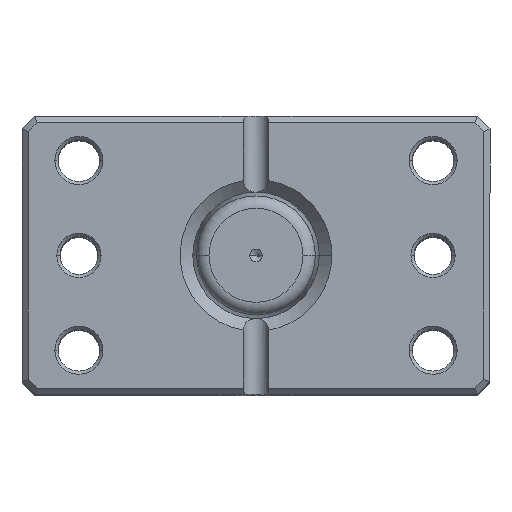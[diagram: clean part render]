
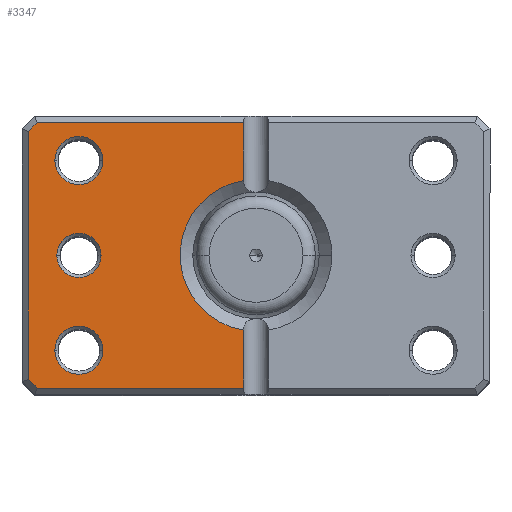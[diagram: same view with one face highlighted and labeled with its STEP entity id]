
A CAD part, top view. The second image highlights one B-rep face of the part: STEP entity #3347.
In plain terms, the highlighted face is planar.
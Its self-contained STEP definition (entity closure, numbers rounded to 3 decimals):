
#69 = EDGE_LOOP ( 'NONE', ( #2966, #1372, #5332, #2276, #1946, #1773, #5759, #4285 ) ) ;
#181 = CARTESIAN_POINT ( 'NONE',  ( 28., 15., 0. ) ) ;
#290 = VERTEX_POINT ( 'NONE', #5363 ) ;
#396 = CARTESIAN_POINT ( 'NONE',  ( 0., 0., 0. ) ) ;
#427 = CARTESIAN_POINT ( 'NONE',  ( 28., -15., 0. ) ) ;
#653 = DIRECTION ( 'NONE',  ( -1., 0., 0. ) ) ;
#668 = LINE ( 'NONE', #1214, #6398 ) ;
#685 = DIRECTION ( 'NONE',  ( 1., 0., 0. ) ) ;
#834 = CARTESIAN_POINT ( 'NONE',  ( 2., 21., 0. ) ) ;
#923 = PLANE ( 'NONE',  #5203 ) ;
#958 = DIRECTION ( 'NONE',  ( 1., 0., 0. ) ) ;
#970 = FACE_BOUND ( 'NONE', #1597, .T. ) ;
#1092 = CARTESIAN_POINT ( 'NONE',  ( 31.5, 0., 0. ) ) ;
#1214 = CARTESIAN_POINT ( 'NONE',  ( 0., 21., 0. ) ) ;
#1216 = CARTESIAN_POINT ( 'NONE',  ( 2., 11.832, 0. ) ) ;
#1227 = CIRCLE ( 'NONE', #6666, 3.5 ) ;
#1270 = AXIS2_PLACEMENT_3D ( 'NONE', #6268, #3004, #6798 ) ;
#1350 = VERTEX_POINT ( 'NONE', #2017 ) ;
#1366 = DIRECTION ( 'NONE',  ( 0., 0., 1. ) ) ;
#1372 = ORIENTED_EDGE ( 'NONE', *, *, #4784, .T. ) ;
#1578 = ORIENTED_EDGE ( 'NONE', *, *, #4841, .T. ) ;
#1587 = EDGE_CURVE ( 'NONE', #4272, #4552, #2822, .T. ) ;
#1597 = EDGE_LOOP ( 'NONE', ( #2326, #3436 ) ) ;
#1603 = EDGE_CURVE ( 'NONE', #4114, #5563, #2315, .T. ) ;
#1692 = EDGE_LOOP ( 'NONE', ( #1578, #4108 ) ) ;
#1721 = VECTOR ( 'NONE', #3994, 1000. ) ;
#1733 = DIRECTION ( 'NONE',  ( 1., 0., 0. ) ) ;
#1744 = VERTEX_POINT ( 'NONE', #6400 ) ;
#1773 = ORIENTED_EDGE ( 'NONE', *, *, #4373, .T. ) ;
#1898 = CARTESIAN_POINT ( 'NONE',  ( 2., -21., 0. ) ) ;
#1946 = ORIENTED_EDGE ( 'NONE', *, *, #2344, .T. ) ;
#1994 = CARTESIAN_POINT ( 'NONE',  ( 31.8, -15., 0. ) ) ;
#2017 = CARTESIAN_POINT ( 'NONE',  ( 36., 19.586, 0. ) ) ;
#2039 = LINE ( 'NONE', #3260, #5855 ) ;
#2041 = DIRECTION ( 'NONE',  ( 0., 0., 1. ) ) ;
#2054 = LINE ( 'NONE', #4356, #2997 ) ;
#2079 = EDGE_CURVE ( 'NONE', #2605, #4284, #1227, .T. ) ;
#2170 = DIRECTION ( 'NONE',  ( 0., 1., 0. ) ) ;
#2225 = DIRECTION ( 'NONE',  ( 0., 0., 1. ) ) ;
#2254 = CARTESIAN_POINT ( 'NONE',  ( 28., 0., 0. ) ) ;
#2276 = ORIENTED_EDGE ( 'NONE', *, *, #4321, .T. ) ;
#2315 = LINE ( 'NONE', #3597, #5197 ) ;
#2326 = ORIENTED_EDGE ( 'NONE', *, *, #1587, .T. ) ;
#2344 = EDGE_CURVE ( 'NONE', #1744, #1350, #2807, .T. ) ;
#2400 = EDGE_CURVE ( 'NONE', #6497, #290, #5351, .T. ) ;
#2439 = AXIS2_PLACEMENT_3D ( 'NONE', #3003, #3026, #3048 ) ;
#2497 = VERTEX_POINT ( 'NONE', #1994 ) ;
#2574 = VERTEX_POINT ( 'NONE', #4168 ) ;
#2605 = VERTEX_POINT ( 'NONE', #1092 ) ;
#2769 = ORIENTED_EDGE ( 'NONE', *, *, #5477, .T. ) ;
#2782 = CARTESIAN_POINT ( 'NONE',  ( 24.5, 0., 0. ) ) ;
#2807 = LINE ( 'NONE', #5699, #5522 ) ;
#2822 = CIRCLE ( 'NONE', #2439, 3.8 ) ;
#2836 = AXIS2_PLACEMENT_3D ( 'NONE', #5297, #2041, #5832 ) ;
#2852 = DIRECTION ( 'NONE',  ( 1., 0., 0. ) ) ;
#2950 = VERTEX_POINT ( 'NONE', #1216 ) ;
#2966 = ORIENTED_EDGE ( 'NONE', *, *, #2400, .T. ) ;
#2997 = VECTOR ( 'NONE', #653, 1000. ) ;
#3003 = CARTESIAN_POINT ( 'NONE',  ( 28., 15., 0. ) ) ;
#3004 = DIRECTION ( 'NONE',  ( 0., 0., 1. ) ) ;
#3026 = DIRECTION ( 'NONE',  ( 0., 0., 1. ) ) ;
#3048 = DIRECTION ( 'NONE',  ( 1., 0., 0. ) ) ;
#3254 = VERTEX_POINT ( 'NONE', #834 ) ;
#3260 = CARTESIAN_POINT ( 'NONE',  ( 2., 22., 0. ) ) ;
#3347 = ADVANCED_FACE ( 'NONE', ( #3641, #5087, #970, #6540 ), #923, .F. ) ;
#3436 = ORIENTED_EDGE ( 'NONE', *, *, #6322, .T. ) ;
#3597 = CARTESIAN_POINT ( 'NONE',  ( 27.793, -27.793, 0. ) ) ;
#3620 = DIRECTION ( 'NONE',  ( -0.707, -0.707, 0. ) ) ;
#3641 = FACE_BOUND ( 'NONE', #5599, .T. ) ;
#3658 = CIRCLE ( 'NONE', #5551, 3.8 ) ;
#3661 = CIRCLE ( 'NONE', #1270, 12. ) ;
#3873 = DIRECTION ( 'NONE',  ( 0., 0., 1. ) ) ;
#3888 = EDGE_CURVE ( 'NONE', #2497, #2574, #6009, .T. ) ;
#3994 = DIRECTION ( 'NONE',  ( 0., -1., 0. ) ) ;
#4101 = DIRECTION ( 'NONE',  ( 0., 0., 1. ) ) ;
#4108 = ORIENTED_EDGE ( 'NONE', *, *, #3888, .T. ) ;
#4114 = VERTEX_POINT ( 'NONE', #6943 ) ;
#4155 = DIRECTION ( 'NONE',  ( 0., 0., 1. ) ) ;
#4167 = CIRCLE ( 'NONE', #2836, 3.5 ) ;
#4168 = CARTESIAN_POINT ( 'NONE',  ( 24.2, -15., 0. ) ) ;
#4177 = AXIS2_PLACEMENT_3D ( 'NONE', #4576, #1366, #5132 ) ;
#4272 = VERTEX_POINT ( 'NONE', #4948 ) ;
#4284 = VERTEX_POINT ( 'NONE', #2782 ) ;
#4285 = ORIENTED_EDGE ( 'NONE', *, *, #5201, .T. ) ;
#4321 = EDGE_CURVE ( 'NONE', #3254, #1744, #668, .T. ) ;
#4356 = CARTESIAN_POINT ( 'NONE',  ( 0., -21., 0. ) ) ;
#4373 = EDGE_CURVE ( 'NONE', #1350, #4114, #6050, .T. ) ;
#4505 = AXIS2_PLACEMENT_3D ( 'NONE', #427, #4155, #958 ) ;
#4552 = VERTEX_POINT ( 'NONE', #4912 ) ;
#4576 = CARTESIAN_POINT ( 'NONE',  ( 28., -15., 0. ) ) ;
#4640 = CARTESIAN_POINT ( 'NONE',  ( 2., 22., 0. ) ) ;
#4658 = DIRECTION ( 'NONE',  ( 1., 0., 0. ) ) ;
#4710 = DIRECTION ( 'NONE',  ( 0., 1., 0. ) ) ;
#4784 = EDGE_CURVE ( 'NONE', #290, #2950, #3661, .T. ) ;
#4795 = CARTESIAN_POINT ( 'NONE',  ( 34.586, -21., 0. ) ) ;
#4841 = EDGE_CURVE ( 'NONE', #2574, #2497, #6390, .T. ) ;
#4912 = CARTESIAN_POINT ( 'NONE',  ( 31.8, 15., 0. ) ) ;
#4948 = CARTESIAN_POINT ( 'NONE',  ( 24.2, 15., 0. ) ) ;
#5087 = FACE_BOUND ( 'NONE', #1692, .T. ) ;
#5132 = DIRECTION ( 'NONE',  ( 1., 0., 0. ) ) ;
#5197 = VECTOR ( 'NONE', #3620, 1000. ) ;
#5201 = EDGE_CURVE ( 'NONE', #5563, #6497, #2054, .T. ) ;
#5203 = AXIS2_PLACEMENT_3D ( 'NONE', #396, #4101, #4658 ) ;
#5297 = CARTESIAN_POINT ( 'NONE',  ( 28., 0., 0. ) ) ;
#5332 = ORIENTED_EDGE ( 'NONE', *, *, #6856, .T. ) ;
#5335 = DIRECTION ( 'NONE',  ( 0.707, -0.707, 0. ) ) ;
#5351 = LINE ( 'NONE', #4640, #6795 ) ;
#5363 = CARTESIAN_POINT ( 'NONE',  ( 2., -11.832, 0. ) ) ;
#5477 = EDGE_CURVE ( 'NONE', #4284, #2605, #4167, .T. ) ;
#5522 = VECTOR ( 'NONE', #5335, 1000. ) ;
#5551 = AXIS2_PLACEMENT_3D ( 'NONE', #181, #3873, #685 ) ;
#5563 = VERTEX_POINT ( 'NONE', #4795 ) ;
#5599 = EDGE_LOOP ( 'NONE', ( #2769, #6411 ) ) ;
#5699 = CARTESIAN_POINT ( 'NONE',  ( 27.793, 27.793, 0. ) ) ;
#5759 = ORIENTED_EDGE ( 'NONE', *, *, #1603, .T. ) ;
#5832 = DIRECTION ( 'NONE',  ( 1., 0., 0. ) ) ;
#5855 = VECTOR ( 'NONE', #2170, 1000. ) ;
#6009 = CIRCLE ( 'NONE', #4177, 3.8 ) ;
#6050 = LINE ( 'NONE', #6158, #1721 ) ;
#6158 = CARTESIAN_POINT ( 'NONE',  ( 36., 0., 0. ) ) ;
#6268 = CARTESIAN_POINT ( 'NONE',  ( 0., 0., 0. ) ) ;
#6322 = EDGE_CURVE ( 'NONE', #4552, #4272, #3658, .T. ) ;
#6390 = CIRCLE ( 'NONE', #4505, 3.8 ) ;
#6398 = VECTOR ( 'NONE', #2852, 1000. ) ;
#6400 = CARTESIAN_POINT ( 'NONE',  ( 34.586, 21., 0. ) ) ;
#6411 = ORIENTED_EDGE ( 'NONE', *, *, #2079, .T. ) ;
#6497 = VERTEX_POINT ( 'NONE', #1898 ) ;
#6540 = FACE_OUTER_BOUND ( 'NONE', #69, .T. ) ;
#6666 = AXIS2_PLACEMENT_3D ( 'NONE', #2254, #2225, #1733 ) ;
#6795 = VECTOR ( 'NONE', #4710, 1000. ) ;
#6798 = DIRECTION ( 'NONE',  ( 1., 0., 0. ) ) ;
#6856 = EDGE_CURVE ( 'NONE', #2950, #3254, #2039, .T. ) ;
#6943 = CARTESIAN_POINT ( 'NONE',  ( 36., -19.586, 0. ) ) ;
